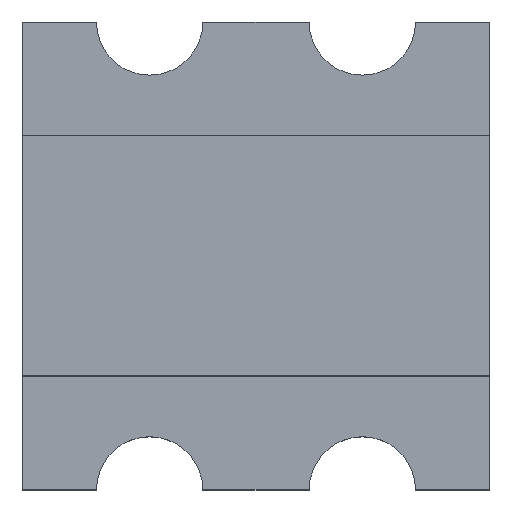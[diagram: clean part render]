
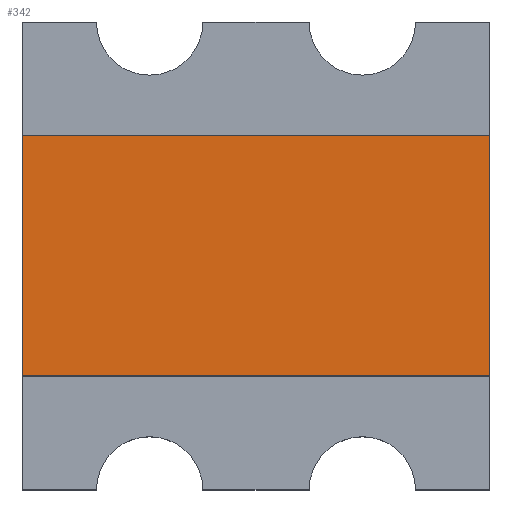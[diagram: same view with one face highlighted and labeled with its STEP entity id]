
A CAD part, top view. The second image highlights one B-rep face of the part: STEP entity #342.
In plain terms, the highlighted planar face has unit normal (0, 0, 1).
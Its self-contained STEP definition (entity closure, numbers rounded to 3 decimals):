
#20=PLANE('',#382);
#38=FACE_OUTER_BOUND('',#56,.T.);
#56=EDGE_LOOP('',(#273,#274,#275,#276));
#97=LINE('',#556,#137);
#98=LINE('',#558,#138);
#99=LINE('',#560,#139);
#100=LINE('',#561,#140);
#137=VECTOR('',#453,10.);
#138=VECTOR('',#454,10.);
#139=VECTOR('',#455,10.);
#140=VECTOR('',#456,10.);
#179=VERTEX_POINT('',#554);
#180=VERTEX_POINT('',#555);
#181=VERTEX_POINT('',#557);
#182=VERTEX_POINT('',#559);
#217=EDGE_CURVE('',#179,#180,#97,.T.);
#218=EDGE_CURVE('',#180,#181,#98,.T.);
#219=EDGE_CURVE('',#182,#181,#99,.T.);
#220=EDGE_CURVE('',#179,#182,#100,.T.);
#273=ORIENTED_EDGE('',*,*,#217,.T.);
#274=ORIENTED_EDGE('',*,*,#218,.T.);
#275=ORIENTED_EDGE('',*,*,#219,.F.);
#276=ORIENTED_EDGE('',*,*,#220,.F.);
#342=ADVANCED_FACE('',(#38),#20,.T.);
#382=AXIS2_PLACEMENT_3D('',#553,#451,#452);
#451=DIRECTION('center_axis',(0.,0.,1.));
#452=DIRECTION('ref_axis',(0.,-1.,0.));
#453=DIRECTION('',(0.,-1.,0.));
#454=DIRECTION('',(1.,0.,0.));
#455=DIRECTION('',(0.,-1.,0.));
#456=DIRECTION('',(1.,0.,0.));
#553=CARTESIAN_POINT('Origin',(0.,1.665,0.84));
#554=CARTESIAN_POINT('',(0.,1.665,0.84));
#555=CARTESIAN_POINT('',(0.,0.535,0.84));
#556=CARTESIAN_POINT('',(0.,1.665,0.84));
#557=CARTESIAN_POINT('',(2.2,0.535,0.84));
#558=CARTESIAN_POINT('',(0.,0.535,0.84));
#559=CARTESIAN_POINT('',(2.2,1.665,0.84));
#560=CARTESIAN_POINT('',(2.2,1.665,0.84));
#561=CARTESIAN_POINT('',(0.,1.665,0.84));
